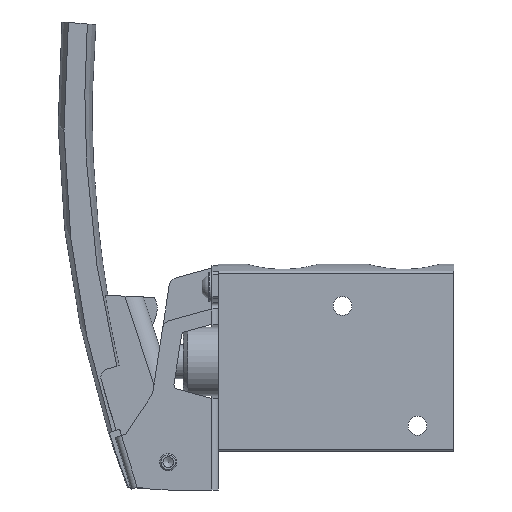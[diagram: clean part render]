
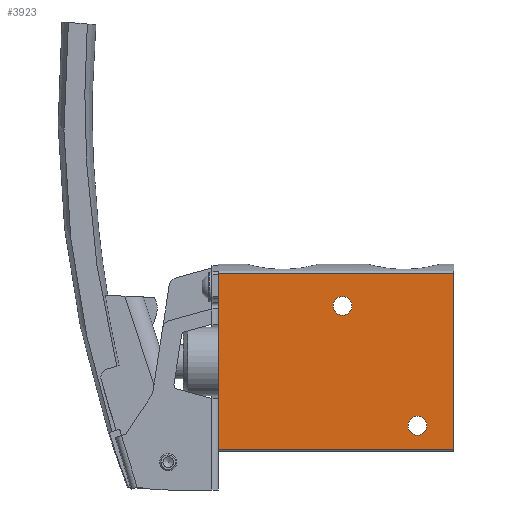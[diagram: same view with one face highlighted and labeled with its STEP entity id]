
A CAD part, left-side view. The second image highlights one B-rep face of the part: STEP entity #3923.
In plain terms, the highlighted face is planar.
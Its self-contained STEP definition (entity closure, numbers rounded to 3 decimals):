
#97=PLANE('',#4221);
#208=LINE('',#6041,#509);
#209=LINE('',#6049,#510);
#210=LINE('',#6051,#511);
#211=LINE('',#6053,#512);
#509=VECTOR('',#4725,1000.);
#510=VECTOR('',#4734,1000.);
#511=VECTOR('',#4735,1000.);
#512=VECTOR('',#4736,1000.);
#810=CIRCLE('',#4222,2.2);
#811=CIRCLE('',#4223,2.2);
#1048=ORIENTED_EDGE('',*,*,#2174,.F.);
#1049=ORIENTED_EDGE('',*,*,#2175,.F.);
#1050=ORIENTED_EDGE('',*,*,#2176,.T.);
#1051=ORIENTED_EDGE('',*,*,#2177,.F.);
#1052=ORIENTED_EDGE('',*,*,#2178,.F.);
#1053=ORIENTED_EDGE('',*,*,#2172,.T.);
#2172=EDGE_CURVE('',#2735,#2734,#208,.T.);
#2174=EDGE_CURVE('',#2736,#2736,#810,.T.);
#2175=EDGE_CURVE('',#2737,#2737,#811,.T.);
#2176=EDGE_CURVE('',#2734,#2738,#209,.T.);
#2177=EDGE_CURVE('',#2739,#2738,#210,.T.);
#2178=EDGE_CURVE('',#2735,#2739,#211,.T.);
#2734=VERTEX_POINT('',#6040);
#2735=VERTEX_POINT('',#6042);
#2736=VERTEX_POINT('',#6046);
#2737=VERTEX_POINT('',#6048);
#2738=VERTEX_POINT('',#6050);
#2739=VERTEX_POINT('',#6052);
#3158=EDGE_LOOP('',(#1048));
#3159=EDGE_LOOP('',(#1049));
#3160=EDGE_LOOP('',(#1050,#1051,#1052,#1053));
#3485=FACE_BOUND('',#3158,.T.);
#3486=FACE_BOUND('',#3159,.T.);
#3487=FACE_BOUND('',#3160,.T.);
#3923=ADVANCED_FACE('',(#3485,#3486,#3487),#97,.F.);
#4221=AXIS2_PLACEMENT_3D('',#6044,#4728,#4729);
#4222=AXIS2_PLACEMENT_3D('',#6045,#4730,#4731);
#4223=AXIS2_PLACEMENT_3D('',#6047,#4732,#4733);
#4725=DIRECTION('',(0.,-1.,0.));
#4728=DIRECTION('',(0.,0.,-1.));
#4729=DIRECTION('',(-1.,0.,0.));
#4730=DIRECTION('',(0.,0.,1.));
#4731=DIRECTION('',(1.,0.,0.));
#4732=DIRECTION('',(0.,0.,1.));
#4733=DIRECTION('',(1.,0.,0.));
#4734=DIRECTION('',(1.,0.,0.));
#4735=DIRECTION('',(0.,-1.,0.));
#4736=DIRECTION('',(1.,0.,0.));
#6040=CARTESIAN_POINT('',(-20.5,0.,10.));
#6041=CARTESIAN_POINT('',(-20.5,55.,10.));
#6042=CARTESIAN_POINT('',(-20.5,55.,10.));
#6044=CARTESIAN_POINT('',(-20.5,55.,10.));
#6045=CARTESIAN_POINT('',(13.,26.,10.));
#6046=CARTESIAN_POINT('',(15.2,26.,10.));
#6047=CARTESIAN_POINT('',(-15.,8.5,10.));
#6048=CARTESIAN_POINT('',(-12.8,8.5,10.));
#6049=CARTESIAN_POINT('',(-20.5,0.,10.));
#6050=CARTESIAN_POINT('',(20.644,0.,10.));
#6051=CARTESIAN_POINT('',(20.644,55.,10.));
#6052=CARTESIAN_POINT('',(20.644,55.,10.));
#6053=CARTESIAN_POINT('',(-20.5,55.,10.));
